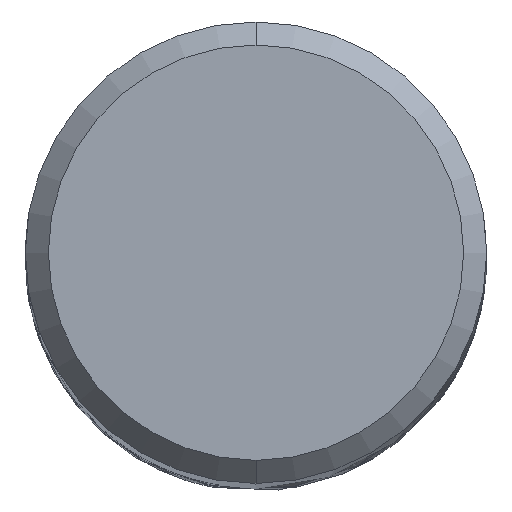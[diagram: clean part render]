
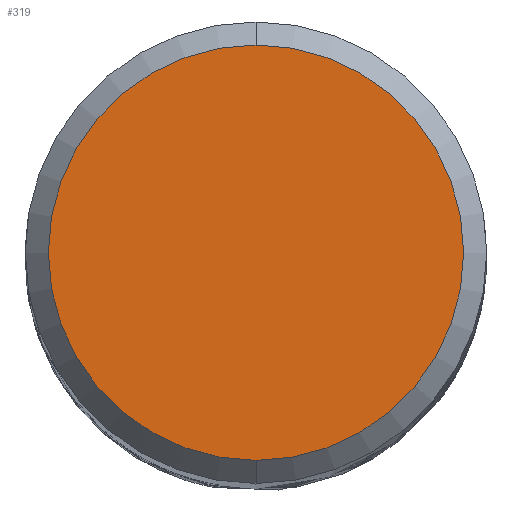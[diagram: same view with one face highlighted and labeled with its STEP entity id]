
A CAD part, top view. The second image highlights one B-rep face of the part: STEP entity #319.
In plain terms, the highlighted planar face has unit normal (0, 0, 1).
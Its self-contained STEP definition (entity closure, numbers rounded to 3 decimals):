
#319=ADVANCED_FACE('',(#859),#860,.T.);
#397=VERTEX_POINT('',#944);
#577=VERTEX_POINT('',#1141);
#583=EDGE_CURVE('',#577,#397,#1147,.T.);
#777=EDGE_CURVE('',#397,#577,#1361,.T.);
#859=FACE_OUTER_BOUND('',#1514,.T.);
#860=PLANE('',#1515);
#944=CARTESIAN_POINT('',(0.,-5.4,0.0));
#1141=CARTESIAN_POINT('',(0.0,5.4,0.0));
#1147=CIRCLE('',#4977,5.4);
#1361=CIRCLE('',#6572,5.4);
#1514=EDGE_LOOP('',(#6669,#6670));
#1515=AXIS2_PLACEMENT_3D('',#6671,#6672,#6673);
#4977=AXIS2_PLACEMENT_3D('',#6947,#6948,#6949);
#6572=AXIS2_PLACEMENT_3D('',#7186,#7187,#7188);
#6669=ORIENTED_EDGE('',*,*,#583,.F.);
#6670=ORIENTED_EDGE('',*,*,#777,.F.);
#6671=CARTESIAN_POINT('',(0.0,2.7,0.0));
#6672=DIRECTION('',(-0.0,0.0,1.0));
#6673=DIRECTION('',(0.0,-1.0,0.0));
#6947=CARTESIAN_POINT('',(0.0,0.0,0.0));
#6948=DIRECTION('',(0.0,0.0,-1.0));
#6949=DIRECTION('',(0.0,1.0,0.0));
#7186=CARTESIAN_POINT('',(0.0,0.0,0.0));
#7187=DIRECTION('',(0.0,0.0,-1.0));
#7188=DIRECTION('',(0.0,1.0,0.0));
